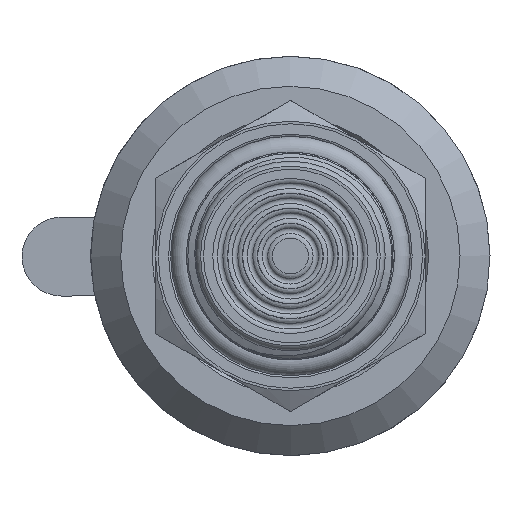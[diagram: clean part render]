
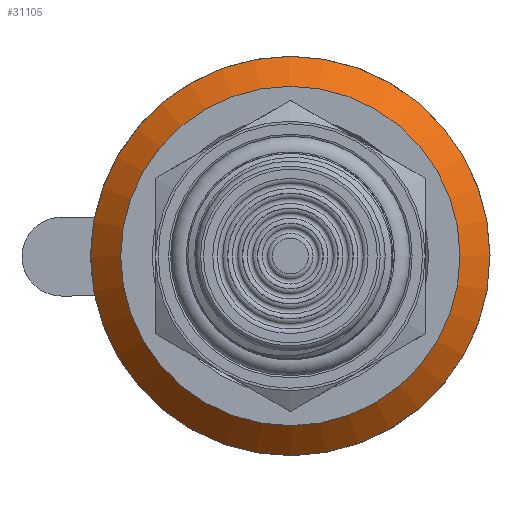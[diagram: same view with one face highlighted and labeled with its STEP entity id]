
A CAD part, left-side view. The second image highlights one B-rep face of the part: STEP entity #31105.
In plain terms, the highlighted conical face has half-angle 45 degrees and reference radius 18.5 mm.
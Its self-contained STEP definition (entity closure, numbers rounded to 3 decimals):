
#581=CONICAL_SURFACE('',#33087,18.5,0.785);
#2080=FACE_OUTER_BOUND('',#3863,.T.);
#3863=EDGE_LOOP('',(#22382,#22383,#22384,#22385));
#5652=CIRCLE('',#33086,20.);
#5653=CIRCLE('',#33088,17.);
#7539=LINE('',#49027,#10546);
#10546=VECTOR('',#36031,18.5);
#13621=VERTEX_POINT('',#49022);
#13622=VERTEX_POINT('',#49026);
#16986=EDGE_CURVE('',#13621,#13621,#5652,.T.);
#16987=EDGE_CURVE('',#13621,#13622,#7539,.T.);
#16988=EDGE_CURVE('',#13622,#13622,#5653,.T.);
#22382=ORIENTED_EDGE('',*,*,#16986,.F.);
#22383=ORIENTED_EDGE('',*,*,#16987,.T.);
#22384=ORIENTED_EDGE('',*,*,#16988,.T.);
#22385=ORIENTED_EDGE('',*,*,#16987,.F.);
#31105=ADVANCED_FACE('',(#2080),#581,.T.);
#33086=AXIS2_PLACEMENT_3D('',#49024,#36027,#36028);
#33087=AXIS2_PLACEMENT_3D('',#49025,#36029,#36030);
#33088=AXIS2_PLACEMENT_3D('',#49028,#36032,#36033);
#36027=DIRECTION('center_axis',(-1.,0.,0.));
#36028=DIRECTION('ref_axis',(0.,0.,
-1.));
#36029=DIRECTION('center_axis',(-1.,0.,0.));
#36030=DIRECTION('ref_axis',(0.,-1.,0.));
#36031=DIRECTION('',(0.707,-0.707,0.));
#36032=DIRECTION('center_axis',(-1.,0.,0.));
#36033=DIRECTION('ref_axis',(0.,0.,
-1.));
#49022=CARTESIAN_POINT('',(21.,20.,0.));
#49024=CARTESIAN_POINT('Origin',(21.,0.,0.));
#49025=CARTESIAN_POINT('Origin',(22.5,0.,0.));
#49026=CARTESIAN_POINT('',(24.,17.,0.));
#49027=CARTESIAN_POINT('',(22.5,18.5,0.));
#49028=CARTESIAN_POINT('Origin',(24.,0.,0.));
